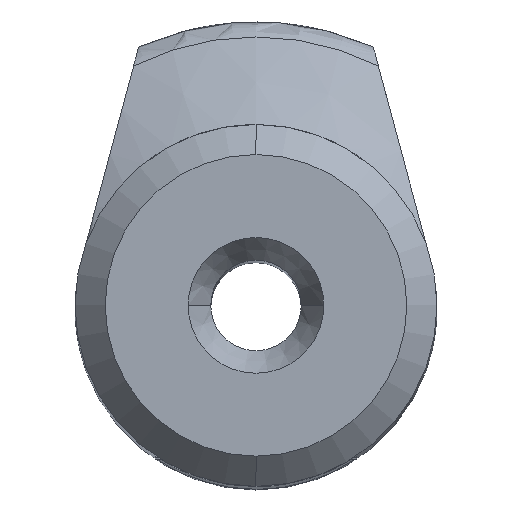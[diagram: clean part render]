
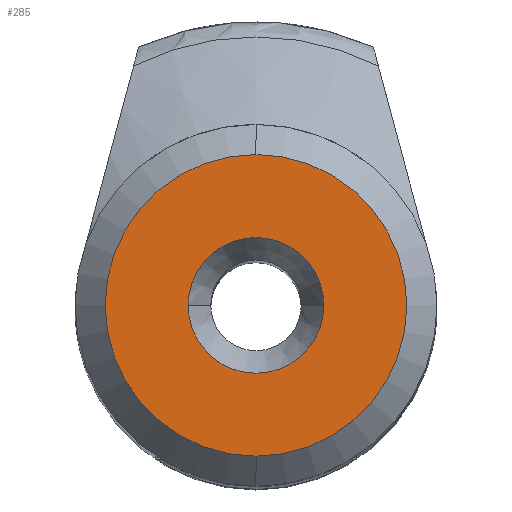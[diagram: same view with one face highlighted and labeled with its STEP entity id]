
A CAD part, top view. The second image highlights one B-rep face of the part: STEP entity #285.
In plain terms, the highlighted planar face has unit normal (0, 0, 1).
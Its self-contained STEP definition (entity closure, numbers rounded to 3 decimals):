
#33=PLANE('',#1105);
#58=FACE_BOUND('',#396,.T.);
#59=FACE_BOUND('',#397,.T.);
#285=ADVANCED_FACE('',(#58,#59),#33,.T.);
#396=EDGE_LOOP('',(#622,#623));
#397=EDGE_LOOP('',(#624,#625));
#622=ORIENTED_EDGE('',*,*,#951,.T.);
#623=ORIENTED_EDGE('',*,*,#845,.T.);
#624=ORIENTED_EDGE('',*,*,#952,.F.);
#625=ORIENTED_EDGE('',*,*,#851,.F.);
#747=VERTEX_POINT('',#1612);
#748=VERTEX_POINT('',#1613);
#753=VERTEX_POINT('',#1624);
#754=VERTEX_POINT('',#1626);
#845=EDGE_CURVE('',#747,#748,#973,.T.);
#851=EDGE_CURVE('',#753,#754,#976,.T.);
#951=EDGE_CURVE('',#748,#747,#1003,.T.);
#952=EDGE_CURVE('',#754,#753,#1004,.T.);
#973=CIRCLE('',#1046,5.);
#976=CIRCLE('',#1050,2.25);
#1003=CIRCLE('',#1103,5.);
#1004=CIRCLE('',#1104,2.25);
#1046=AXIS2_PLACEMENT_3D('',#1611,#1183,#1184);
#1050=AXIS2_PLACEMENT_3D('',#1625,#1194,#1195);
#1103=AXIS2_PLACEMENT_3D('',#2268,#1335,#1336);
#1104=AXIS2_PLACEMENT_3D('',#2269,#1337,#1338);
#1105=AXIS2_PLACEMENT_3D('',#2270,#1339,#1340);
#1183=DIRECTION('',(0.,0.,1.));
#1184=DIRECTION('',(0.,1.,0.));
#1194=DIRECTION('',(0.,0.,1.));
#1195=DIRECTION('',(1.,0.,0.));
#1335=DIRECTION('',(0.,0.,1.));
#1336=DIRECTION('',(0.,1.,0.));
#1337=DIRECTION('',(0.,0.,1.));
#1338=DIRECTION('',(1.,0.,0.));
#1339=DIRECTION('',(0.,0.,1.));
#1340=DIRECTION('',(-1.,0.,0.));
#1611=CARTESIAN_POINT('',(0.,0.,0.));
#1612=CARTESIAN_POINT('',(0.,5.,0.));
#1613=CARTESIAN_POINT('',(0.,-5.,0.));
#1624=CARTESIAN_POINT('',(-2.25,0.,0.));
#1625=CARTESIAN_POINT('',(0.,0.,0.));
#1626=CARTESIAN_POINT('',(2.25,0.,0.));
#2268=CARTESIAN_POINT('',(0.,0.,0.));
#2269=CARTESIAN_POINT('',(0.,0.,0.));
#2270=CARTESIAN_POINT('',(0.,9.5,0.));
